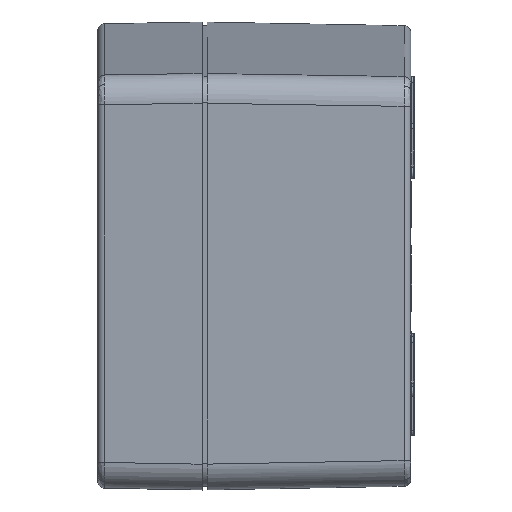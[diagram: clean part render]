
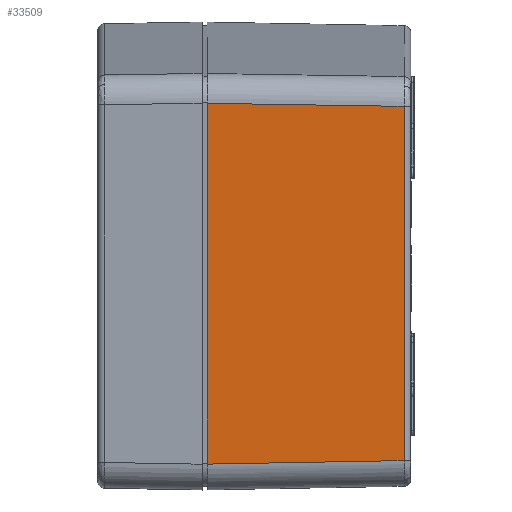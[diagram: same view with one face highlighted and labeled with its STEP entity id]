
A CAD part, left-side view. The second image highlights one B-rep face of the part: STEP entity #33509.
In plain terms, the highlighted face is planar.
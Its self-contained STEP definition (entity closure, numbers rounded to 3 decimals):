
#3240=PLANE('',#36177);
#4250=LINE('',#67839,#6124);
#4268=LINE('',#68077,#6142);
#4269=LINE('',#68079,#6143);
#4270=LINE('',#68080,#6144);
#6124=VECTOR('',#41217,1000.);
#6142=VECTOR('',#41251,1000.);
#6143=VECTOR('',#41254,1000.);
#6144=VECTOR('',#41255,1000.);
#8736=FACE_OUTER_BOUND('',#11241,.T.);
#11241=EDGE_LOOP('',(#25544,#25545,#25546,#25547));
#15165=VERTEX_POINT('',#62158);
#15734=VERTEX_POINT('',#67836);
#15735=VERTEX_POINT('',#67838);
#15748=VERTEX_POINT('',#68069);
#19178=EDGE_CURVE('',#15734,#15735,#4250,.T.);
#19203=EDGE_CURVE('',#15734,#15748,#4268,.T.);
#19204=EDGE_CURVE('',#15748,#15165,#4269,.T.);
#19205=EDGE_CURVE('',#15165,#15735,#4270,.T.);
#25544=ORIENTED_EDGE('',*,*,#19203,.T.);
#25545=ORIENTED_EDGE('',*,*,#19204,.T.);
#25546=ORIENTED_EDGE('',*,*,#19205,.T.);
#25547=ORIENTED_EDGE('',*,*,#19178,.F.);
#33509=ADVANCED_FACE('',(#8736),#3240,.T.);
#36177=AXIS2_PLACEMENT_3D('',#68078,#41252,#41253);
#41217=DIRECTION('',(0.,0.,1.));
#41251=DIRECTION('',(0.017,-1.,0.017));
#41252=DIRECTION('center_axis',(-1.,-0.017,
0.));
#41253=DIRECTION('ref_axis',(0.017,-1.,0.));
#41254=DIRECTION('',(0.,0.,1.));
#41255=DIRECTION('',(-0.017,1.,0.017));
#62158=CARTESIAN_POINT('',(-109.033,-58.033,51.034));
#67836=CARTESIAN_POINT('',(-109.975,-1.5,-51.976));
#67838=CARTESIAN_POINT('',(-109.975,-1.5,51.976));
#67839=CARTESIAN_POINT('',(-109.975,-1.5,-60.));
#68069=CARTESIAN_POINT('',(-109.033,-58.033,-51.034));
#68077=CARTESIAN_POINT('',(-110.002,0.133,-52.003));
#68078=CARTESIAN_POINT('Origin',(-110.,0.,-60.));
#68079=CARTESIAN_POINT('',(-109.033,-58.033,51.001));
#68080=CARTESIAN_POINT('',(-109.969,-1.866,51.97));
